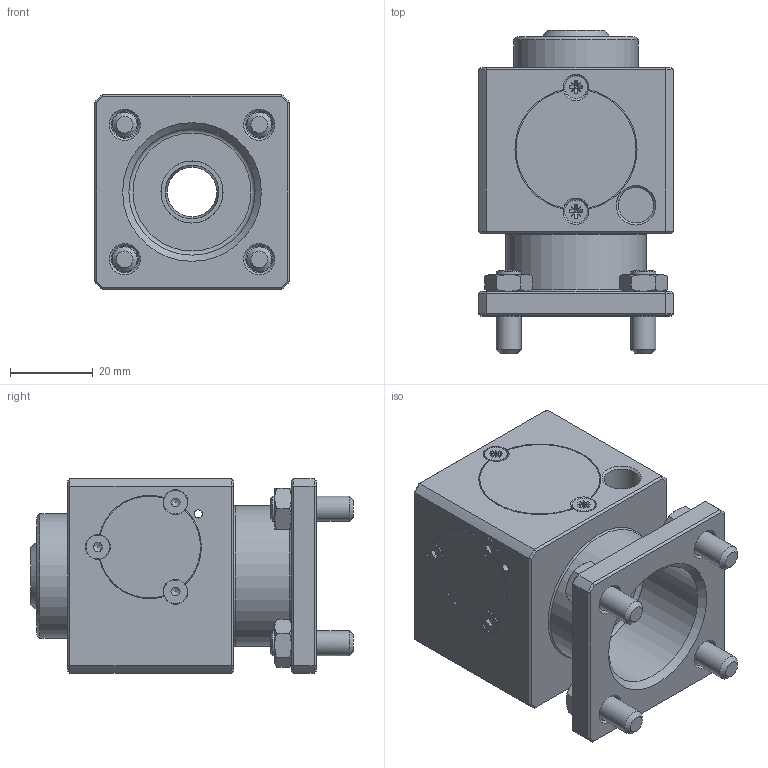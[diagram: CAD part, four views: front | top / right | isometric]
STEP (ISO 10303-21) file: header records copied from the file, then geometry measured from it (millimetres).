
FILE_DESCRIPTION((''),'2;1');
FILE_NAME('BH032.stp','2015-08-26T12:22:06',('carlo.corazza'),(''),'Autodesk Inventor 2013','Autodesk Inventor 2013','');
FILE_SCHEMA(('AUTOMOTIVE_DESIGN { 1 0 10303 214 1 1 1 1 }'));
Length unit declared in the file: millimetre
Products named in the file (1): BH032
Bounding box: 47 x 78 x 47 mm (x, y, z)
Volume: 80627.7 mm3; surface area: 30631.4 mm2
Topology: 23 solids, 24 shells, 554 faces, 1285 edges, 800 vertices
Faces by surface type: plane 266, cylinder 150, cone 129, torus 9
Full cylindrical faces by diameter (mm): 1.5 x2, 2 x2, 2.387 x2, 2.459 x8, 3 x12, 3.2 x2, 3.5 x6, 4.917 x4, 5.5 x2, 5.7 x6, 6 x8, 6.5 x4, 8.566 x1, 10 x1, 13 x1, 15 x2, 15.5 x2, 17 x2, 18 x1, 20 x9, 30 x1, 30.5 x1, 34 x1
Entity records: 14541 total; most frequent: CARTESIAN_POINT 3111, DIRECTION 2388, ORIENTED_EDGE 2094, EDGE_CURVE 1047, AXIS2_PLACEMENT_3D 999, EDGE_LOOP 784, VERTEX_POINT 736, FACE_OUTER_BOUND 552
